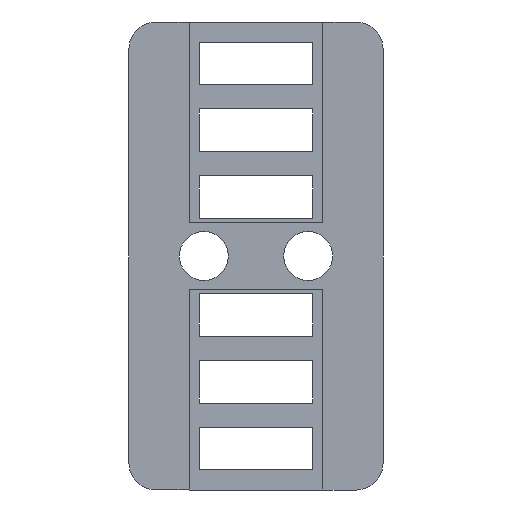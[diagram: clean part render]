
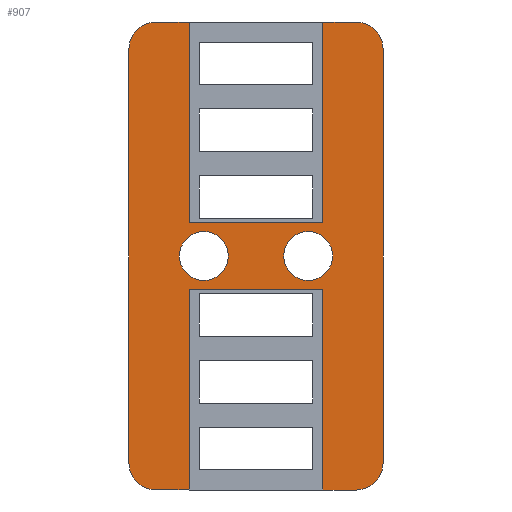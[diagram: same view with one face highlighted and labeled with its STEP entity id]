
A CAD part, left-side view. The second image highlights one B-rep face of the part: STEP entity #907.
In plain terms, the highlighted planar face has unit normal (-1, 0, 0).
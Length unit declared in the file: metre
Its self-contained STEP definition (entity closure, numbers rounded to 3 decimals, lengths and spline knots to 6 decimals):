
#12=CIRCLE('',#957,0.002);
#14=CIRCLE('',#960,0.002);
#16=CIRCLE('',#964,0.002);
#19=CIRCLE('',#968,0.001825);
#21=CIRCLE('',#971,0.001825);
#22=CIRCLE('',#973,0.002);
#204=ORIENTED_EDGE('',*,*,#386,.F.);
#205=ORIENTED_EDGE('',*,*,#387,.T.);
#206=ORIENTED_EDGE('',*,*,#322,.T.);
#207=ORIENTED_EDGE('',*,*,#378,.F.);
#208=ORIENTED_EDGE('',*,*,#375,.F.);
#209=ORIENTED_EDGE('',*,*,#372,.F.);
#210=ORIENTED_EDGE('',*,*,#310,.T.);
#211=ORIENTED_EDGE('',*,*,#388,.T.);
#212=ORIENTED_EDGE('',*,*,#389,.F.);
#213=ORIENTED_EDGE('',*,*,#390,.T.);
#214=ORIENTED_EDGE('',*,*,#314,.T.);
#215=ORIENTED_EDGE('',*,*,#370,.F.);
#216=ORIENTED_EDGE('',*,*,#366,.T.);
#217=ORIENTED_EDGE('',*,*,#384,.F.);
#218=ORIENTED_EDGE('',*,*,#318,.T.);
#219=ORIENTED_EDGE('',*,*,#391,.T.);
#220=ORIENTED_EDGE('',*,*,#383,.T.);
#221=ORIENTED_EDGE('',*,*,#381,.T.);
#310=EDGE_CURVE('',#429,#428,#518,.T.);
#314=EDGE_CURVE('',#433,#432,#522,.T.);
#318=EDGE_CURVE('',#437,#436,#526,.T.);
#322=EDGE_CURVE('',#441,#440,#530,.T.);
#366=EDGE_CURVE('',#466,#467,#574,.T.);
#370=EDGE_CURVE('',#466,#432,#12,.T.);
#372=EDGE_CURVE('',#429,#470,#14,.T.);
#375=EDGE_CURVE('',#470,#472,#579,.T.);
#378=EDGE_CURVE('',#472,#440,#16,.T.);
#381=EDGE_CURVE('',#475,#475,#19,.T.);
#383=EDGE_CURVE('',#477,#477,#21,.T.);
#384=EDGE_CURVE('',#437,#467,#22,.T.);
#386=EDGE_CURVE('',#478,#479,#582,.T.);
#387=EDGE_CURVE('',#478,#441,#583,.T.);
#388=EDGE_CURVE('',#428,#480,#584,.T.);
#389=EDGE_CURVE('',#481,#480,#585,.T.);
#390=EDGE_CURVE('',#481,#433,#586,.T.);
#391=EDGE_CURVE('',#436,#479,#587,.T.);
#428=VERTEX_POINT('',#1280);
#429=VERTEX_POINT('',#1282);
#432=VERTEX_POINT('',#1288);
#433=VERTEX_POINT('',#1290);
#436=VERTEX_POINT('',#1297);
#437=VERTEX_POINT('',#1299);
#440=VERTEX_POINT('',#1305);
#441=VERTEX_POINT('',#1307);
#466=VERTEX_POINT('',#1392);
#467=VERTEX_POINT('',#1393);
#470=VERTEX_POINT('',#1404);
#472=VERTEX_POINT('',#1410);
#475=VERTEX_POINT('',#1421);
#477=VERTEX_POINT('',#1426);
#478=VERTEX_POINT('',#1433);
#479=VERTEX_POINT('',#1434);
#480=VERTEX_POINT('',#1437);
#481=VERTEX_POINT('',#1439);
#518=LINE('',#1281,#630);
#522=LINE('',#1289,#634);
#526=LINE('',#1298,#638);
#530=LINE('',#1306,#642);
#574=LINE('',#1391,#686);
#579=LINE('',#1409,#691);
#582=LINE('',#1432,#694);
#583=LINE('',#1435,#695);
#584=LINE('',#1436,#696);
#585=LINE('',#1438,#697);
#586=LINE('',#1440,#698);
#587=LINE('',#1441,#699);
#630=VECTOR('',#1039,1.);
#634=VECTOR('',#1043,1.);
#638=VECTOR('',#1049,1.);
#642=VECTOR('',#1053,1.);
#686=VECTOR('',#1129,1.);
#691=VECTOR('',#1148,1.);
#694=VECTOR('',#1179,1.);
#695=VECTOR('',#1180,1.);
#696=VECTOR('',#1181,1.);
#697=VECTOR('',#1182,1.);
#698=VECTOR('',#1183,1.);
#699=VECTOR('',#1184,1.);
#755=EDGE_LOOP('',(#204,#205,#206,#207,#208,#209,#210,#211,#212,#213,#214,
#215,#216,#217,#218,#219));
#756=EDGE_LOOP('',(#220));
#757=EDGE_LOOP('',(#221));
#817=FACE_BOUND('',#755,.T.);
#818=FACE_BOUND('',#756,.T.);
#819=FACE_BOUND('',#757,.T.);
#863=PLANE('',#976);
#907=ADVANCED_FACE('',(#817,#818,#819),#863,.F.);
#957=AXIS2_PLACEMENT_3D('',#1400,#1135,#1136);
#960=AXIS2_PLACEMENT_3D('',#1403,#1141,#1142);
#964=AXIS2_PLACEMENT_3D('',#1415,#1153,#1154);
#968=AXIS2_PLACEMENT_3D('',#1420,#1161,#1162);
#971=AXIS2_PLACEMENT_3D('',#1425,#1167,#1168);
#973=AXIS2_PLACEMENT_3D('',#1428,#1171,#1172);
#976=AXIS2_PLACEMENT_3D('',#1431,#1177,#1178);
#1039=DIRECTION('',(0.,1.,0.));
#1043=DIRECTION('',(0.,1.,0.));
#1049=DIRECTION('',(0.,-1.,0.));
#1053=DIRECTION('',(0.,-1.,0.));
#1129=DIRECTION('',(0.,0.,-1.));
#1135=DIRECTION('',(1.,0.,0.));
#1136=DIRECTION('',(0.,0.,-1.));
#1141=DIRECTION('',(1.,0.,0.));
#1142=DIRECTION('',(0.,0.,-1.));
#1148=DIRECTION('',(0.,0.,-1.));
#1153=DIRECTION('',(1.,0.,0.));
#1154=DIRECTION('',(0.,0.,-1.));
#1161=DIRECTION('',(1.,0.,0.));
#1162=DIRECTION('',(0.,0.,-1.));
#1167=DIRECTION('',(1.,0.,0.));
#1168=DIRECTION('',(0.,0.,-1.));
#1171=DIRECTION('',(1.,0.,0.));
#1172=DIRECTION('',(0.,0.,-1.));
#1177=DIRECTION('',(1.,0.,0.));
#1178=DIRECTION('',(0.,1.,0.));
#1179=DIRECTION('',(0.,1.,0.));
#1180=DIRECTION('',(0.,0.,-1.));
#1181=DIRECTION('',(0.,0.,-1.));
#1182=DIRECTION('',(0.,-1.,0.));
#1183=DIRECTION('',(0.,0.,1.));
#1184=DIRECTION('',(0.,0.,1.));
#1280=CARTESIAN_POINT('',(0.,-0.116266,0.049543));
#1281=CARTESIAN_POINT('',(0.,-0.111266,0.049543));
#1282=CARTESIAN_POINT('',(0.,-0.118766,0.049543));
#1288=CARTESIAN_POINT('',(0.,-0.103766,0.049543));
#1289=CARTESIAN_POINT('',(0.,-0.111266,0.049543));
#1290=CARTESIAN_POINT('',(0.,-0.106266,0.049543));
#1297=CARTESIAN_POINT('',(0.,-0.106266,0.014543));
#1298=CARTESIAN_POINT('',(0.,-0.111266,0.014543));
#1299=CARTESIAN_POINT('',(0.,-0.103766,0.014543));
#1305=CARTESIAN_POINT('',(0.,-0.118766,0.014543));
#1306=CARTESIAN_POINT('',(0.,-0.111266,0.014543));
#1307=CARTESIAN_POINT('',(0.,-0.116266,0.014543));
#1391=CARTESIAN_POINT('',(0.,-0.101766,0.032043));
#1392=CARTESIAN_POINT('',(0.,-0.101766,0.047543));
#1393=CARTESIAN_POINT('',(0.,-0.101766,0.016543));
#1400=CARTESIAN_POINT('',(0.,-0.103766,0.047543));
#1403=CARTESIAN_POINT('',(0.,-0.118766,0.047543));
#1404=CARTESIAN_POINT('',(0.,-0.120766,0.047543));
#1409=CARTESIAN_POINT('',(0.,-0.120766,0.032043));
#1410=CARTESIAN_POINT('',(0.,-0.120766,0.016543));
#1415=CARTESIAN_POINT('',(0.,-0.118766,0.016543));
#1420=CARTESIAN_POINT('',(0.,-0.107366,0.032043));
#1421=CARTESIAN_POINT('',(0.,-0.107366,0.030218));
#1425=CARTESIAN_POINT('',(0.,-0.115166,0.032043));
#1426=CARTESIAN_POINT('',(0.,-0.115166,0.030218));
#1428=CARTESIAN_POINT('',(0.,-0.103766,0.016543));
#1431=CARTESIAN_POINT('',(0.,-0.093809,0.035658));
#1432=CARTESIAN_POINT('',(0.,-0.111266,0.029543));
#1433=CARTESIAN_POINT('',(0.,-0.116266,0.029543));
#1434=CARTESIAN_POINT('',(0.,-0.106266,0.029543));
#1435=CARTESIAN_POINT('',(0.,-0.116266,0.022043));
#1436=CARTESIAN_POINT('',(0.,-0.116266,0.042043));
#1437=CARTESIAN_POINT('',(0.,-0.116266,0.034543));
#1438=CARTESIAN_POINT('',(0.,-0.111266,0.034543));
#1439=CARTESIAN_POINT('',(0.,-0.106266,0.034543));
#1440=CARTESIAN_POINT('',(0.,-0.106266,0.042043));
#1441=CARTESIAN_POINT('',(0.,-0.106266,0.022043));
